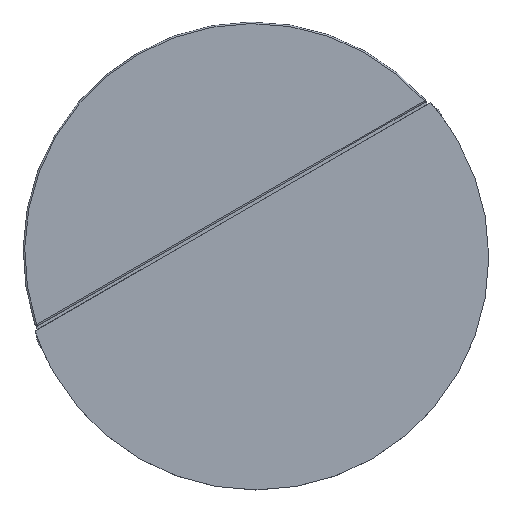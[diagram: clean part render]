
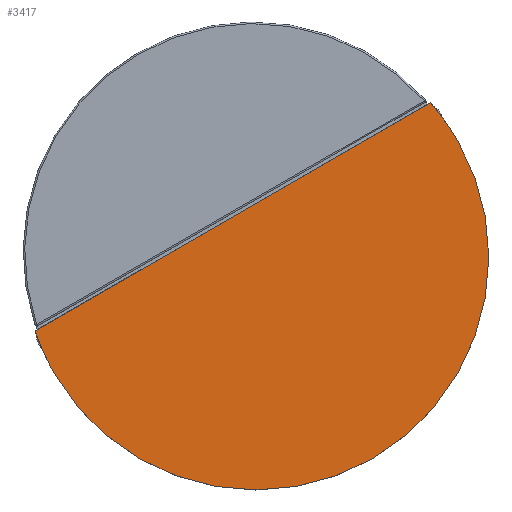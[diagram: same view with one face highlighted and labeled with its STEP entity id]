
A CAD part, top view. The second image highlights one B-rep face of the part: STEP entity #3417.
In plain terms, the highlighted planar face has unit normal (0, 0, 1).
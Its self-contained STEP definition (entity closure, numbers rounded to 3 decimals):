
#22 = CARTESIAN_POINT ( 'NONE',  ( 0., 0., 10. ) ) ;
#150 = LINE ( 'NONE', #2347, #984 ) ;
#182 = CARTESIAN_POINT ( 'NONE',  ( 0., 0., 10. ) ) ;
#458 = VERTEX_POINT ( 'NONE', #2154 ) ;
#560 = ORIENTED_EDGE ( 'NONE', *, *, #1508, .T. ) ;
#633 = DIRECTION ( 'NONE',  ( -0.866, -0.5, 0. ) ) ;
#720 = AXIS2_PLACEMENT_3D ( 'NONE', #3105, #1322, #4303 ) ;
#868 = PLANE ( 'NONE',  #3903 ) ;
#984 = VECTOR ( 'NONE', #633, 1000. ) ;
#998 = CIRCLE ( 'NONE', #1090, 150. ) ;
#1065 = CARTESIAN_POINT ( 'NONE',  ( -142.279, -47.504, 10. ) ) ;
#1080 = DIRECTION ( 'NONE',  ( 0., 0., 1. ) ) ;
#1090 = AXIS2_PLACEMENT_3D ( 'NONE', #2388, #5456, #1561 ) ;
#1322 = DIRECTION ( 'NONE',  ( 0., 0., 1. ) ) ;
#1508 = EDGE_CURVE ( 'NONE', #3652, #5033, #3971, .T. ) ;
#1561 = DIRECTION ( 'NONE',  ( 0.866, 0.5, 0. ) ) ;
#2073 = AXIS2_PLACEMENT_3D ( 'NONE', #182, #1080, #2430 ) ;
#2154 = CARTESIAN_POINT ( 'NONE',  ( 129.904, 75., 10. ) ) ;
#2324 = EDGE_CURVE ( 'NONE', #458, #2585, #2444, .T. ) ;
#2347 = CARTESIAN_POINT ( 'NONE',  ( -142.279, -47.504, 10. ) ) ;
#2388 = CARTESIAN_POINT ( 'NONE',  ( 0., 0., 10. ) ) ;
#2430 = DIRECTION ( 'NONE',  ( 0.866, 0.5, 0. ) ) ;
#2444 = CIRCLE ( 'NONE', #720, 150. ) ;
#2585 = VERTEX_POINT ( 'NONE', #4006 ) ;
#2950 = EDGE_LOOP ( 'NONE', ( #560, #4160, #3558, #5413 ) ) ;
#3020 = DIRECTION ( 'NONE',  ( 0.866, 0.5, 0. ) ) ;
#3105 = CARTESIAN_POINT ( 'NONE',  ( 0., 0., 10. ) ) ;
#3417 = ADVANCED_FACE ( 'NONE', ( #3978 ), #868, .T. ) ;
#3470 = DIRECTION ( 'NONE',  ( 0., 0., 1. ) ) ;
#3558 = ORIENTED_EDGE ( 'NONE', *, *, #2324, .T. ) ;
#3652 = VERTEX_POINT ( 'NONE', #1065 ) ;
#3903 = AXIS2_PLACEMENT_3D ( 'NONE', #22, #3470, #3020 ) ;
#3971 = CIRCLE ( 'NONE', #2073, 150. ) ;
#3978 = FACE_OUTER_BOUND ( 'NONE', #2950, .T. ) ;
#4006 = CARTESIAN_POINT ( 'NONE',  ( 112.279, 99.465, 10. ) ) ;
#4151 = EDGE_CURVE ( 'NONE', #5033, #458, #998, .T. ) ;
#4160 = ORIENTED_EDGE ( 'NONE', *, *, #4151, .T. ) ;
#4303 = DIRECTION ( 'NONE',  ( 0.866, 0.5, 0. ) ) ;
#4321 = EDGE_CURVE ( 'NONE', #2585, #3652, #150, .T. ) ;
#4574 = CARTESIAN_POINT ( 'NONE',  ( -129.904, -75., 10. ) ) ;
#5033 = VERTEX_POINT ( 'NONE', #4574 ) ;
#5413 = ORIENTED_EDGE ( 'NONE', *, *, #4321, .T. ) ;
#5456 = DIRECTION ( 'NONE',  ( 0., 0., 1. ) ) ;
